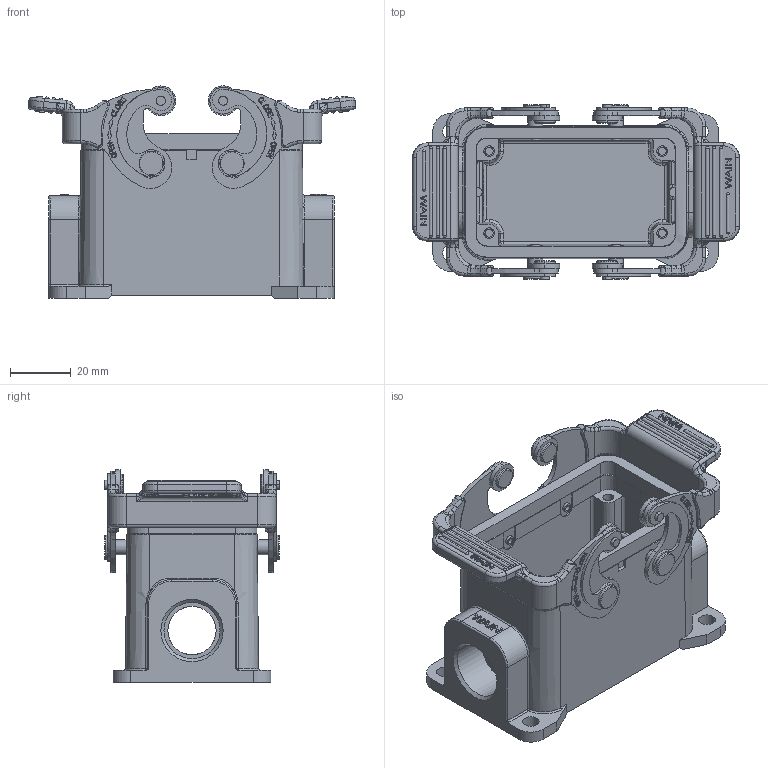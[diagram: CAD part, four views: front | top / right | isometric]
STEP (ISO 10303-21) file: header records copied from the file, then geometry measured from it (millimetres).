
FILE_DESCRIPTION(/* description */ (''),/* implementation_level */ '2;1');
FILE_NAME(/* name */ '12.stp',/* time_stamp */ '2023-12-19T10:48:05+08:00',/* author */ (''),/* organization */ (''),/* preprocessor_version */ 'ST-DEVELOPER v18.1',/* originating_system */ 'SIEMENS PLM Software NX 1980',/* authorisation */ '');
FILE_SCHEMA (('AUTOMOTIVE_DESIGN { 1 0 10303 214 3 1 1 1 }'));
Products named in the file (1): 3D_1110102411022_H10B-SF-2L_SC-2M20_V1.1_stp
Bounding box: 107.76 x 57.9 x 69.95 mm (x, y, z)
Volume: 91227 mm3; surface area: 48342.8 mm2
Topology: 1 solids, 5 shells, 1564 faces, 4063 edges, 2581 vertices
Faces by surface type: plane 777, cylinder 437, torus 132, extrusion 76, bspline 59, cone 44, sphere 39
Full cylindrical faces by diameter (mm): 1.9 x4, 3 x8, 4.9 x4, 8 x4, 15.9 x2, 18.5 x2
Entity records: 62123 total; most frequent: CARTESIAN_POINT 20886, ORIENTED_EDGE 7892, DIRECTION 7046, EDGE_CURVE 3946, VERTEX_POINT 2577, AXIS2_PLACEMENT_3D 2461, VECTOR 2124, LINE 2048
